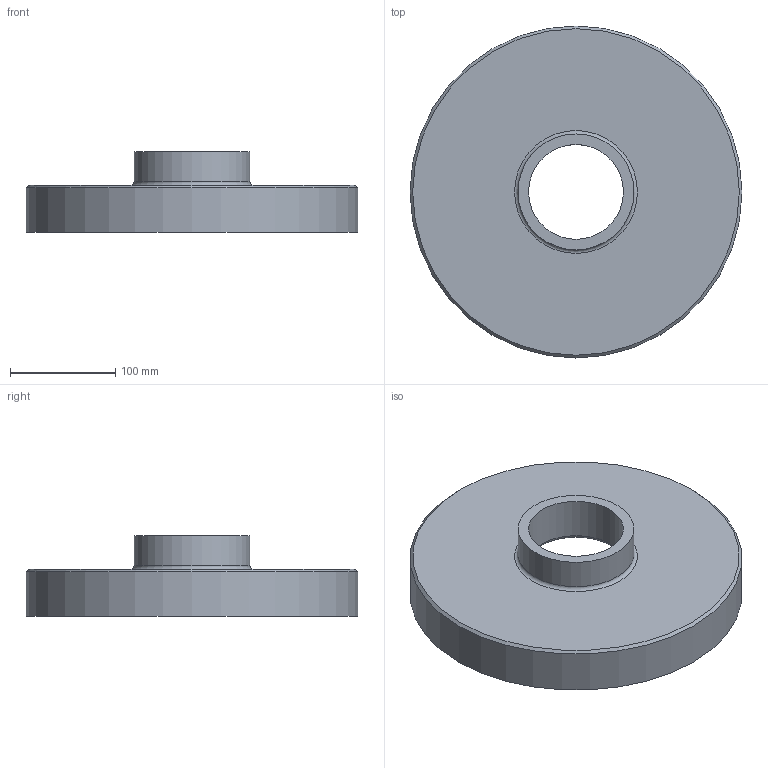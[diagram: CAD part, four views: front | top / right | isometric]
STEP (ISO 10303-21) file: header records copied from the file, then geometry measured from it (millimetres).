
FILE_DESCRIPTION (( 'STEP AP203' ), '1' );
FILE_NAME ('581207658.STEP', '2017-07-31T19:58:04', ( '' ), ( '' ), 'SwSTEP 2.0', 'SolidWorks 2017', '' );
FILE_SCHEMA (( 'CONFIG_CONTROL_DESIGN' ));
Length unit declared in the file: inch
Products named in the file (1): 581207658
Bounding box: 314.96 x 314.96 x 76.2 mm (x, y, z)
Volume: 2134147.8 mm3; surface area: 223037.2 mm2
Topology: 1 solids, 1 shells, 12 faces, 23 edges, 14 vertices
Faces by surface type: cylinder 4, torus 3, plane 3, cone 2
Full cylindrical faces by diameter (mm): 89.967 x1, 109.982 x1, 257.759 x1, 314.96 x1
Entity records: 327 total; most frequent: DIRECTION 50, CARTESIAN_POINT 37, AXIS2_PLACEMENT_3D 25, EDGE_LOOP 24, ORIENTED_EDGE 24, FACE_OUTER_BOUND 19, VERTEX_POINT 12, EDGE_CURVE 12
